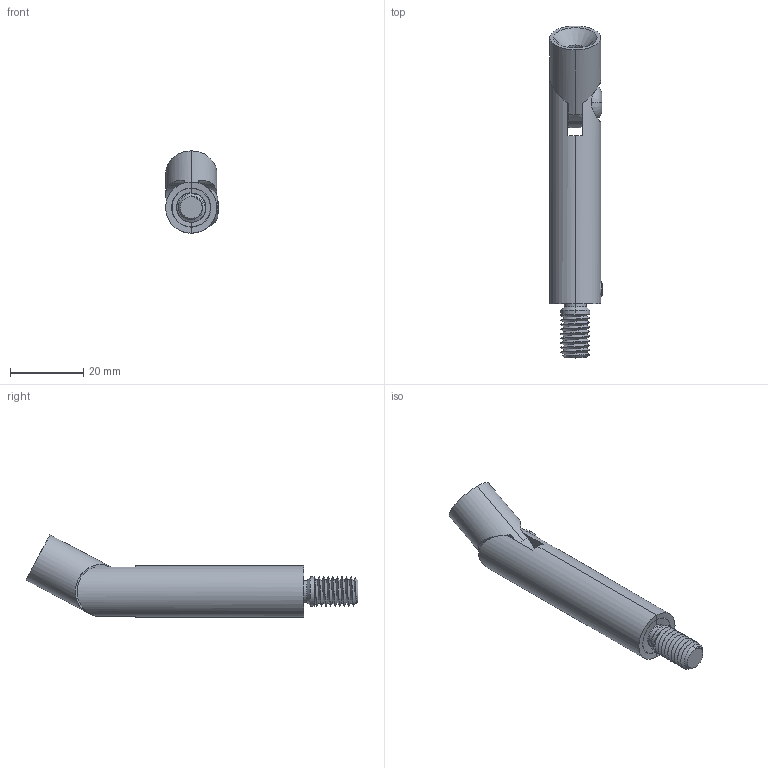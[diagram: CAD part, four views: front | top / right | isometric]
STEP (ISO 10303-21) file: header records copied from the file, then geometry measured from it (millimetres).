
FILE_DESCRIPTION (( 'STEP AP203' ), '1' );
FILE_NAME ('A_0816-075.STEP', '2019-08-20T07:24:18', ( '' ), ( '' ), 'SwSTEP 2.0', 'SolidWorks 2019', '' );
FILE_SCHEMA (( 'CONFIG_CONTROL_DESIGN' ));
Length unit declared in the file: millimetre
Products named in the file (6): A_0816-075.P2; A_0816-075.P3; DIN7380 M6x8_M6x10; DIN 914_M4x4_A2-70; A_0816-075; A_0816-075.P1
Assembly tree (5 placements, depth 2):
  A_0816-075
    A_0816-075.P1
    A_0816-075.P2
    A_0816-075.P3
    DIN 914_M4x4_A2-70
    DIN7380 M6x8_M6x10
Bounding box: 14.4 x 90.76 x 22.5 mm (x, y, z)
Volume: 11166.8 mm3; surface area: 7514.1 mm2
Topology: 5 solids, 5 shells, 162 faces, 385 edges, 228 vertices
Faces by surface type: cylinder 56, plane 53, cone 46, bspline 5, torus 2
Entity records: 7270 total; most frequent: CARTESIAN_POINT 3051, DIRECTION 764, ORIENTED_EDGE 746, EDGE_CURVE 373, AXIS2_PLACEMENT_3D 300, VERTEX_POINT 228, EDGE_LOOP 175, LINE 164
